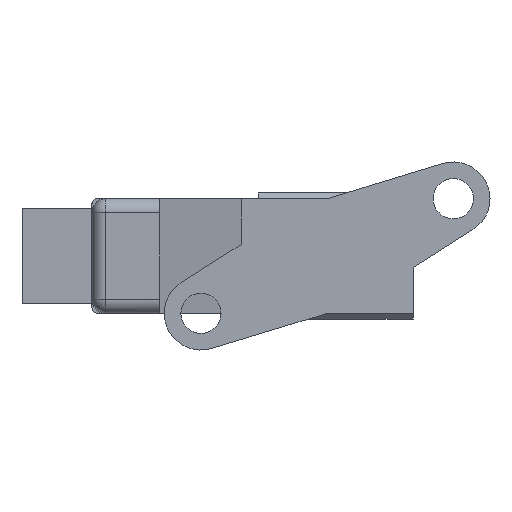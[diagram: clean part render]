
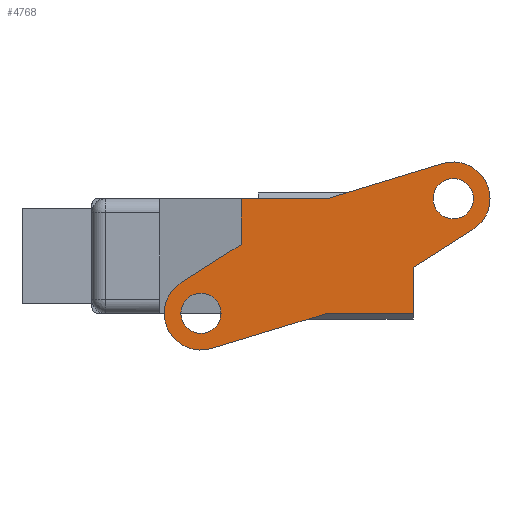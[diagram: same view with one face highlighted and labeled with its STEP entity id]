
A CAD part, left-side view. The second image highlights one B-rep face of the part: STEP entity #4768.
In plain terms, the highlighted face is planar.
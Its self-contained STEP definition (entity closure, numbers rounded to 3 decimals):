
#215=FACE_BOUND('',#973,.T.);
#216=FACE_BOUND('',#974,.T.);
#364=PLANE('',#5288);
#673=FACE_OUTER_BOUND('',#972,.T.);
#972=EDGE_LOOP('',(#4437,#4438,#4439,#4440,#4441,#4442,#4443,#4444,#4445,
#4446));
#973=EDGE_LOOP('',(#4447,#4448));
#974=EDGE_LOOP('',(#4449,#4450));
#1126=CIRCLE('',#5276,1.75);
#1129=CIRCLE('',#5279,1.75);
#1130=CIRCLE('',#5281,1.75);
#1133=CIRCLE('',#5284,1.75);
#1134=CIRCLE('',#5286,3.2);
#1136=CIRCLE('',#5289,3.2);
#1564=LINE('',#9849,#2011);
#1565=LINE('',#9851,#2012);
#1566=LINE('',#9855,#2013);
#1567=LINE('',#9857,#2014);
#1568=LINE('',#9859,#2015);
#1569=LINE('',#9860,#2016);
#1570=LINE('',#9862,#2017);
#1571=LINE('',#9863,#2018);
#2011=VECTOR('',#6485,4.);
#2012=VECTOR('',#6486,6.165);
#2013=VECTOR('',#6489,10.524);
#2014=VECTOR('',#6490,7.5);
#2015=VECTOR('',#6491,4.);
#2016=VECTOR('',#6492,6.165);
#2017=VECTOR('',#6493,10.524);
#2018=VECTOR('',#6494,7.5);
#2460=VERTEX_POINT('',#9818);
#2461=VERTEX_POINT('',#9819);
#2464=VERTEX_POINT('',#9828);
#2465=VERTEX_POINT('',#9829);
#2468=VERTEX_POINT('',#9838);
#2469=VERTEX_POINT('',#9839);
#2472=VERTEX_POINT('',#9847);
#2473=VERTEX_POINT('',#9848);
#2474=VERTEX_POINT('',#9850);
#2475=VERTEX_POINT('',#9852);
#2476=VERTEX_POINT('',#9854);
#2477=VERTEX_POINT('',#9856);
#2478=VERTEX_POINT('',#9858);
#2479=VERTEX_POINT('',#9861);
#3120=EDGE_CURVE('',#2460,#2461,#1126,.T.);
#3124=EDGE_CURVE('',#2461,#2460,#1129,.T.);
#3125=EDGE_CURVE('',#2464,#2465,#1130,.T.);
#3129=EDGE_CURVE('',#2465,#2464,#1133,.T.);
#3130=EDGE_CURVE('',#2468,#2469,#1134,.T.);
#3134=EDGE_CURVE('',#2472,#2473,#1564,.T.);
#3135=EDGE_CURVE('',#2473,#2474,#1565,.T.);
#3136=EDGE_CURVE('',#2474,#2475,#1136,.T.);
#3137=EDGE_CURVE('',#2475,#2476,#1566,.T.);
#3138=EDGE_CURVE('',#2476,#2477,#1567,.T.);
#3139=EDGE_CURVE('',#2477,#2478,#1568,.T.);
#3140=EDGE_CURVE('',#2478,#2468,#1569,.T.);
#3141=EDGE_CURVE('',#2469,#2479,#1570,.T.);
#3142=EDGE_CURVE('',#2479,#2472,#1571,.T.);
#4437=ORIENTED_EDGE('',*,*,#3134,.T.);
#4438=ORIENTED_EDGE('',*,*,#3135,.T.);
#4439=ORIENTED_EDGE('',*,*,#3136,.T.);
#4440=ORIENTED_EDGE('',*,*,#3137,.T.);
#4441=ORIENTED_EDGE('',*,*,#3138,.T.);
#4442=ORIENTED_EDGE('',*,*,#3139,.T.);
#4443=ORIENTED_EDGE('',*,*,#3140,.T.);
#4444=ORIENTED_EDGE('',*,*,#3130,.T.);
#4445=ORIENTED_EDGE('',*,*,#3141,.T.);
#4446=ORIENTED_EDGE('',*,*,#3142,.T.);
#4447=ORIENTED_EDGE('',*,*,#3125,.F.);
#4448=ORIENTED_EDGE('',*,*,#3129,.F.);
#4449=ORIENTED_EDGE('',*,*,#3120,.F.);
#4450=ORIENTED_EDGE('',*,*,#3124,.F.);
#4768=ADVANCED_FACE('',(#673,#215,#216),#364,.T.);
#5276=AXIS2_PLACEMENT_3D('',#9820,#6455,#6456);
#5279=AXIS2_PLACEMENT_3D('',#9826,#6462,#6463);
#5281=AXIS2_PLACEMENT_3D('',#9830,#6466,#6467);
#5284=AXIS2_PLACEMENT_3D('',#9836,#6473,#6474);
#5286=AXIS2_PLACEMENT_3D('',#9840,#6477,#6478);
#5288=AXIS2_PLACEMENT_3D('',#9846,#6483,#6484);
#5289=AXIS2_PLACEMENT_3D('',#9853,#6487,#6488);
#6455=DIRECTION('center_axis',(0.,1.,0.));
#6456=DIRECTION('ref_axis',(0.,0.,1.));
#6462=DIRECTION('center_axis',(0.,1.,0.));
#6463=DIRECTION('ref_axis',(0.,0.,1.));
#6466=DIRECTION('center_axis',(0.,1.,0.));
#6467=DIRECTION('ref_axis',(0.,0.,1.));
#6473=DIRECTION('center_axis',(0.,1.,0.));
#6474=DIRECTION('ref_axis',(0.,0.,1.));
#6477=DIRECTION('center_axis',(0.,1.,0.));
#6478=DIRECTION('ref_axis',(0.,0.,1.));
#6483=DIRECTION('center_axis',(0.,1.,0.));
#6484=DIRECTION('ref_axis',(0.,0.,1.));
#6485=DIRECTION('',(0.,0.,1.));
#6486=DIRECTION('',(-0.845,0.,0.535));
#6487=DIRECTION('center_axis',(0.,1.,0.));
#6488=DIRECTION('ref_axis',(0.,0.,1.));
#6489=DIRECTION('',(0.957,0.,-0.291));
#6490=DIRECTION('',(1.,0.,0.));
#6491=DIRECTION('',(0.,0.,-1.));
#6492=DIRECTION('',(0.845,0.,-0.535));
#6493=DIRECTION('',(-0.957,0.,0.291));
#6494=DIRECTION('',(-1.,0.,0.));
#9818=CARTESIAN_POINT('',(11.,2.,-6.75));
#9819=CARTESIAN_POINT('',(11.,2.,-3.25));
#9820=CARTESIAN_POINT('Origin',(11.,2.,-5.));
#9826=CARTESIAN_POINT('Origin',(11.,2.,-5.));
#9828=CARTESIAN_POINT('',(-11.,2.,3.25));
#9829=CARTESIAN_POINT('',(-11.,2.,6.75));
#9830=CARTESIAN_POINT('Origin',(-11.,2.,5.));
#9836=CARTESIAN_POINT('Origin',(-11.,2.,5.));
#9838=CARTESIAN_POINT('',(12.711,2.,-2.296));
#9839=CARTESIAN_POINT('',(10.069,2.,-8.062));
#9840=CARTESIAN_POINT('Origin',(11.,2.,-5.));
#9846=CARTESIAN_POINT('Origin',(-11.,2.,5.));
#9847=CARTESIAN_POINT('',(-7.5,2.,-5.));
#9848=CARTESIAN_POINT('',(-7.5,2.,-1.));
#9849=CARTESIAN_POINT('',(-7.5,2.,-5.));
#9850=CARTESIAN_POINT('',(-12.711,2.,2.296));
#9851=CARTESIAN_POINT('',(-7.5,2.,-1.));
#9852=CARTESIAN_POINT('',(-10.069,2.,8.062));
#9853=CARTESIAN_POINT('Origin',(-11.,2.,5.));
#9854=CARTESIAN_POINT('',(0.,2.,5.));
#9855=CARTESIAN_POINT('',(-10.069,2.,8.062));
#9856=CARTESIAN_POINT('',(7.5,2.,5.));
#9857=CARTESIAN_POINT('',(0.,2.,5.));
#9858=CARTESIAN_POINT('',(7.5,2.,1.));
#9859=CARTESIAN_POINT('',(7.5,2.,5.));
#9860=CARTESIAN_POINT('',(7.5,2.,1.));
#9861=CARTESIAN_POINT('',(0.,2.,-5.));
#9862=CARTESIAN_POINT('',(10.069,2.,-8.062));
#9863=CARTESIAN_POINT('',(0.,2.,-5.));
